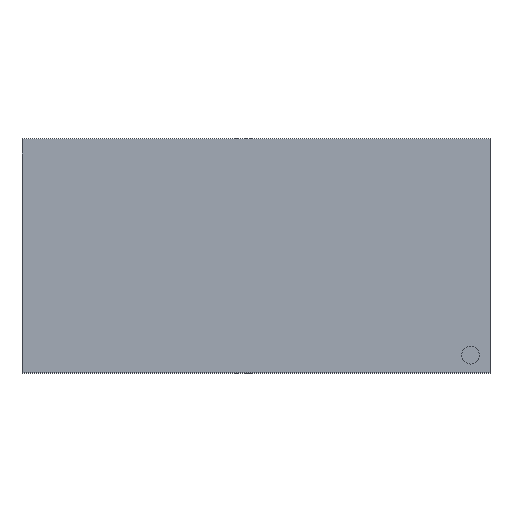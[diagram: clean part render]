
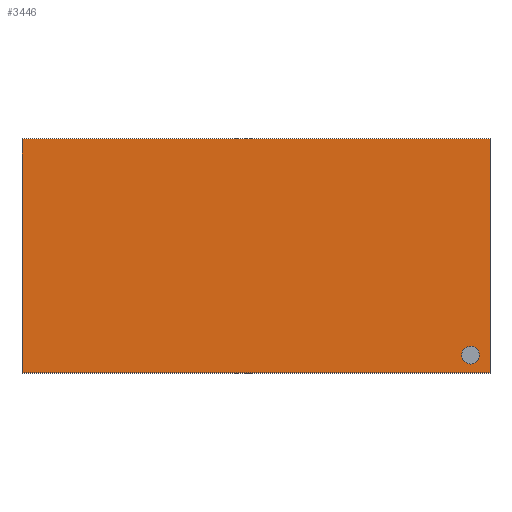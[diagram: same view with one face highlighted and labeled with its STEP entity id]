
A CAD part, top view. The second image highlights one B-rep face of the part: STEP entity #3446.
In plain terms, the highlighted planar face has unit normal (0, 0, 1).
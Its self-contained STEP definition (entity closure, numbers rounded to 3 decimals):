
#21=CIRCLE('',#3591,0.152);
#588=ORIENTED_EDGE('',*,*,#974,.T.);
#589=ORIENTED_EDGE('',*,*,#967,.T.);
#590=ORIENTED_EDGE('',*,*,#970,.T.);
#591=ORIENTED_EDGE('',*,*,#972,.T.);
#592=ORIENTED_EDGE('',*,*,#973,.T.);
#967=EDGE_CURVE('',#1208,#1207,#1516,.T.);
#970=EDGE_CURVE('',#1207,#1209,#1519,.T.);
#972=EDGE_CURVE('',#1209,#1210,#1521,.T.);
#973=EDGE_CURVE('',#1210,#1208,#1522,.T.);
#974=EDGE_CURVE('',#1211,#1211,#21,.T.);
#1207=VERTEX_POINT('',#4823);
#1208=VERTEX_POINT('',#4825);
#1209=VERTEX_POINT('',#4829);
#1210=VERTEX_POINT('',#4833);
#1211=VERTEX_POINT('',#4839);
#1516=LINE('',#4824,#1843);
#1519=LINE('',#4830,#1846);
#1521=LINE('',#4834,#1848);
#1522=LINE('',#4836,#1849);
#1843=VECTOR('',#4128,1000.);
#1846=VECTOR('',#4133,1000.);
#1848=VECTOR('',#4137,1000.);
#1849=VECTOR('',#4140,1000.);
#2025=EDGE_LOOP('',(#588));
#2026=EDGE_LOOP('',(#589,#590,#591,#592));
#2192=FACE_BOUND('',#2025,.T.);
#2193=FACE_BOUND('',#2026,.T.);
#2333=PLANE('',#3590);
#3446=ADVANCED_FACE('',(#2192,#2193),#2333,.T.);
#3590=AXIS2_PLACEMENT_3D('',#4837,#4141,#4142);
#3591=AXIS2_PLACEMENT_3D('',#4838,#4143,#4144);
#4128=DIRECTION('',(1.,0.,0.));
#4133=DIRECTION('',(0.,1.,0.));
#4137=DIRECTION('',(-1.,0.,0.));
#4140=DIRECTION('',(0.,-1.,0.));
#4141=DIRECTION('',(0.,0.,1.));
#4142=DIRECTION('',(1.,0.,0.));
#4143=DIRECTION('',(0.,0.,-1.));
#4144=DIRECTION('',(-1.,0.,0.));
#4823=CARTESIAN_POINT('',(4.,-2.,1.2));
#4824=CARTESIAN_POINT('',(-4.,-2.,1.2));
#4825=CARTESIAN_POINT('',(-4.,-2.,1.2));
#4829=CARTESIAN_POINT('',(4.,2.,1.2));
#4830=CARTESIAN_POINT('',(4.,-2.,1.2));
#4833=CARTESIAN_POINT('',(-4.,2.,1.2));
#4834=CARTESIAN_POINT('',(4.,2.,1.2));
#4836=CARTESIAN_POINT('',(-4.,2.,1.2));
#4837=CARTESIAN_POINT('',(0.,0.,1.2));
#4838=CARTESIAN_POINT('',(3.668,-1.696,1.2));
#4839=CARTESIAN_POINT('',(3.516,-1.696,1.2));
